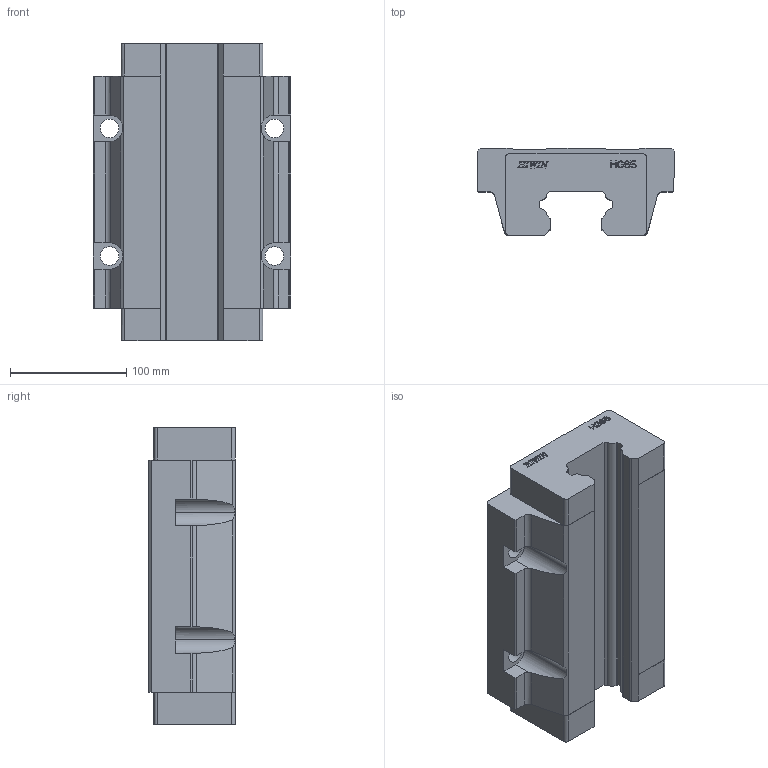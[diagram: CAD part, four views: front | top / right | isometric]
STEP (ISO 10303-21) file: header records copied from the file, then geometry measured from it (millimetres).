
FILE_DESCRIPTION (( 'STEP AP203' ), '1' );
FILE_NAME ('HGW65HC.STEP', '2007-01-11T14:56:04', ( 'HIWIN GmbH' ), ( '77654 Offenburg' ), 'SwSTEP 2.0', 'SolidWorks 2006104', '' );
FILE_SCHEMA (( 'CONFIG_CONTROL_DESIGN' ));
Length unit declared in the file: millimetre
Products named in the file (1): HGW65HC
Bounding box: 170 x 75 x 256.5 mm (x, y, z)
Volume: 2162847.1 mm3; surface area: 163251.3 mm2
Topology: 1 solids, 1 shells, 434 faces, 1258 edges, 836 vertices
Faces by surface type: plane 335, bspline 60, cylinder 39
Entity records: 15433 total; most frequent: CARTESIAN_POINT 4289, ORIENTED_EDGE 2516, DIRECTION 1946, EDGE_CURVE 1258, VECTOR 1036, LINE 1036, VERTEX_POINT 836, AXIS2_PLACEMENT_3D 455
